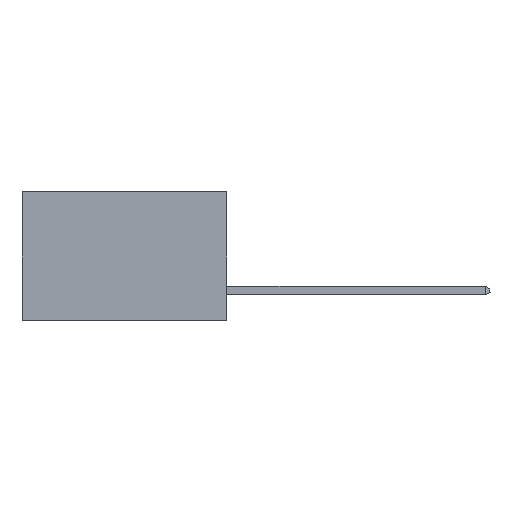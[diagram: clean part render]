
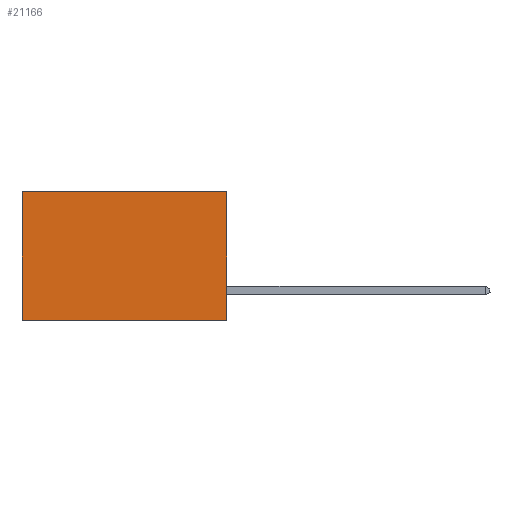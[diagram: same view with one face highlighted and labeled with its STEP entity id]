
A CAD part, left-side view. The second image highlights one B-rep face of the part: STEP entity #21166.
In plain terms, the highlighted planar face has unit normal (-1, 0, 0).
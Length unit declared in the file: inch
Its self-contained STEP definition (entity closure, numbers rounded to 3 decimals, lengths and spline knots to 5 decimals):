
#2188 = VECTOR ( 'NONE', #3283, 39.37008 ) ;
#3283 = DIRECTION ( 'NONE',  ( 0., 1., 0. ) ) ;
#3401 = VERTEX_POINT ( 'NONE', #14654 ) ;
#5293 = VERTEX_POINT ( 'NONE', #19276 ) ;
#6667 = AXIS2_PLACEMENT_3D ( 'NONE', #24762, #29262, #15374 ) ;
#6684 = EDGE_CURVE ( 'NONE', #5293, #6810, #23991, .T. ) ;
#6810 = VERTEX_POINT ( 'NONE', #28372 ) ;
#7477 = FACE_OUTER_BOUND ( 'NONE', #11021, .T. ) ;
#8839 = EDGE_CURVE ( 'NONE', #14083, #6810, #11539, .T. ) ;
#10026 = ORIENTED_EDGE ( 'NONE', *, *, #29085, .F. ) ;
#11021 = EDGE_LOOP ( 'NONE', ( #23214, #25419, #10026, #16961 ) ) ;
#11539 = LINE ( 'NONE', #22107, #12283 ) ;
#12283 = VECTOR ( 'NONE', #25257, 39.37008 ) ;
#14083 = VERTEX_POINT ( 'NONE', #22787 ) ;
#14495 = VECTOR ( 'NONE', #23073, 39.37008 ) ;
#14654 = CARTESIAN_POINT ( 'NONE',  ( 0.277, 0., 0. ) ) ;
#15007 = CARTESIAN_POINT ( 'NONE',  ( 0.277, 0., 0. ) ) ;
#15374 = DIRECTION ( 'NONE',  ( 0., 0., -1. ) ) ;
#15950 = CARTESIAN_POINT ( 'NONE',  ( 0.277, 0., -0.37 ) ) ;
#16961 = ORIENTED_EDGE ( 'NONE', *, *, #25495, .T. ) ;
#16969 = VECTOR ( 'NONE', #29056, 39.37008 ) ;
#19276 = CARTESIAN_POINT ( 'NONE',  ( 0.277, 0.59, 0. ) ) ;
#20321 = LINE ( 'NONE', #15007, #2188 ) ;
#21166 = ADVANCED_FACE ( 'NONE', ( #7477 ), #29177, .F. ) ;
#22107 = CARTESIAN_POINT ( 'NONE',  ( 0.277, 0., -0.37 ) ) ;
#22787 = CARTESIAN_POINT ( 'NONE',  ( 0.277, 0., -0.37 ) ) ;
#23073 = DIRECTION ( 'NONE',  ( 0., 0., -1. ) ) ;
#23214 = ORIENTED_EDGE ( 'NONE', *, *, #6684, .T. ) ;
#23991 = LINE ( 'NONE', #25223, #16969 ) ;
#24762 = CARTESIAN_POINT ( 'NONE',  ( 0.277, 0., -0.37 ) ) ;
#25223 = CARTESIAN_POINT ( 'NONE',  ( 0.277, 0.59, -0.37 ) ) ;
#25257 = DIRECTION ( 'NONE',  ( 0., 1., 0. ) ) ;
#25419 = ORIENTED_EDGE ( 'NONE', *, *, #8839, .F. ) ;
#25495 = EDGE_CURVE ( 'NONE', #3401, #5293, #20321, .T. ) ;
#26945 = LINE ( 'NONE', #15950, #14495 ) ;
#28372 = CARTESIAN_POINT ( 'NONE',  ( 0.277, 0.59, -0.37 ) ) ;
#29056 = DIRECTION ( 'NONE',  ( 0., 0., -1. ) ) ;
#29085 = EDGE_CURVE ( 'NONE', #3401, #14083, #26945, .T. ) ;
#29177 = PLANE ( 'NONE',  #6667 ) ;
#29262 = DIRECTION ( 'NONE',  ( 1., 0., 0. ) ) ;
